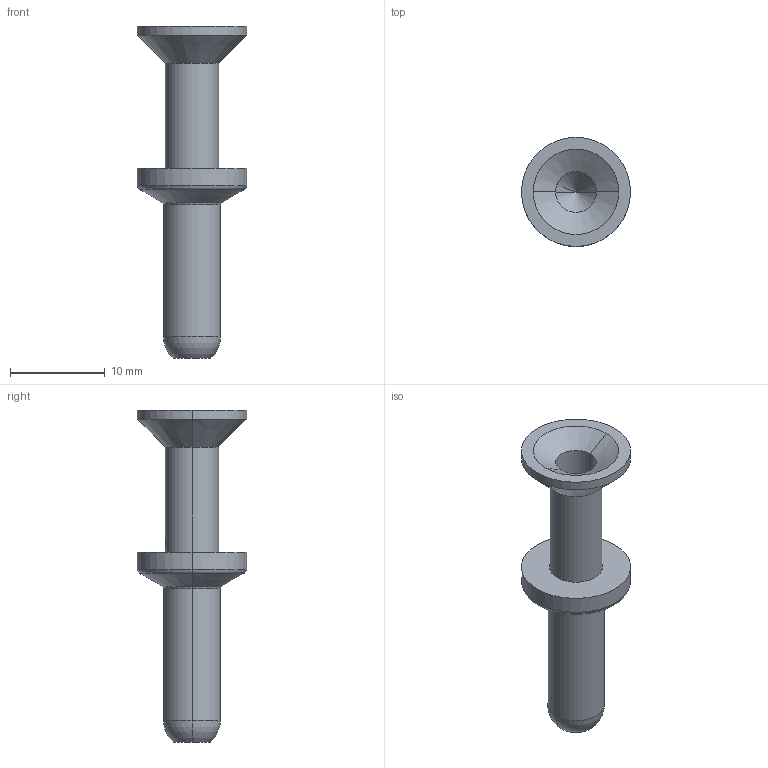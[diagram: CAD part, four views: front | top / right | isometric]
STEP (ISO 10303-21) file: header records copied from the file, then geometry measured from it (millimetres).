
FILE_DESCRIPTION((''),'2;1');
FILE_NAME('CKSM70-6','2017-05-20T',('tl.yang'),(''),'PRO/ENGINEER BY PARAMETRIC TECHNOLOGY CORPORATION, 2011500','PRO/ENGINEER BY PARAMETRIC TECHNOLOGY CORPORATION, 2011500','');
FILE_SCHEMA(('CONFIG_CONTROL_DESIGN'));
Length unit declared in the file: millimetre
Products named in the file (1): CKSM70-6
Bounding box: 11.5 x 11.5 x 35 mm (x, y, z)
Volume: 1054.3 mm3; surface area: 1206.6 mm2
Topology: 1 solids, 1 shells, 29 faces, 60 edges, 33 vertices
Faces by surface type: cylinder 12, cone 8, torus 4, plane 3, sphere 2
Entity records: 828 total; most frequent: CARTESIAN_POINT 164, DIRECTION 146, ORIENTED_EDGE 116, AXIS2_PLACEMENT_3D 63, EDGE_CURVE 58, CIRCLE 34, VERTEX_POINT 33, EDGE_LOOP 33
